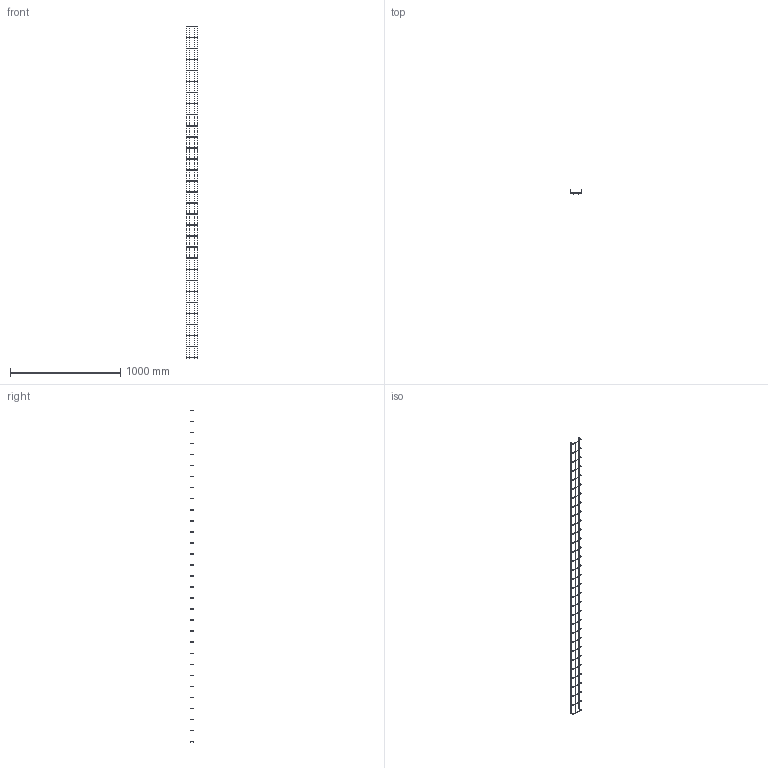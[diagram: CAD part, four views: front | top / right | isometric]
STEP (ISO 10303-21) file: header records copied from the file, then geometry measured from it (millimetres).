
FILE_DESCRIPTION (( 'STEP AP203' ), '1' );
FILE_NAME ('NE-30-035-100-3-38-EZ NESTA Ëîòîê ïðîâîëî÷íûé 35õ100õ3000-3,8 EZ IEK.STEP', '2022-11-11T12:44:09', ( '' ), ( '' ), 'SwSTEP 2.0', 'SolidWorks 2022', '' );
FILE_SCHEMA (( 'CONFIG_CONTROL_DESIGN' ));
Length unit declared in the file: millimetre
Products named in the file (1): NE-30-035-100-3-38-EZ NESTA Лоток проволочный 35х100х3000-3,8 EZ IEK
Bounding box: 107.6 x 34.81 x 3008.8 mm (x, y, z)
Volume: 189306.2 mm3; surface area: 200063.5 mm2
Topology: 35 solids, 35 shells, 694 faces, 1376 edges, 752 vertices
Faces by surface type: cylinder 376, torus 248, plane 70
Full cylindrical faces by diameter (mm): 3.8 x4
Entity records: 17821 total; most frequent: DIRECTION 3762, CARTESIAN_POINT 2819, ORIENTED_EDGE 2744, AXIS2_PLACEMENT_3D 1695, EDGE_CURVE 1372, CIRCLE 1000, VERTEX_POINT 752, FACE_OUTER_BOUND 698
